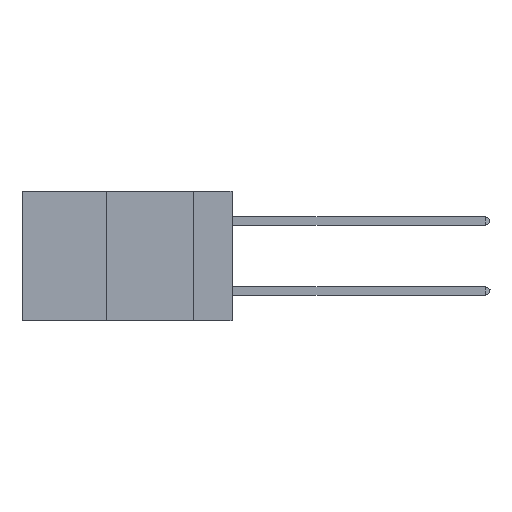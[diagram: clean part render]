
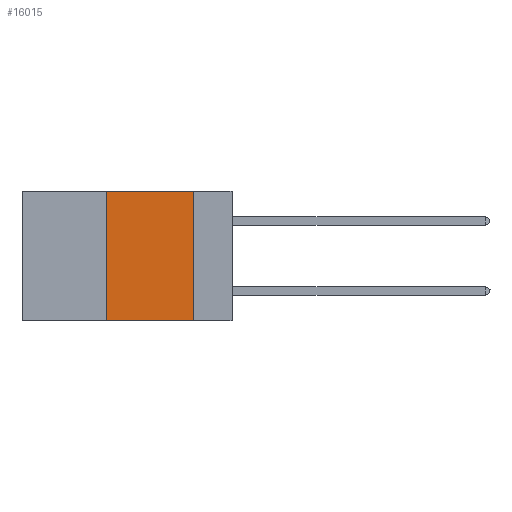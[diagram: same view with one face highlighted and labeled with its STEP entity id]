
A CAD part, left-side view. The second image highlights one B-rep face of the part: STEP entity #16015.
In plain terms, the highlighted planar face has unit normal (-1, 0, 0).
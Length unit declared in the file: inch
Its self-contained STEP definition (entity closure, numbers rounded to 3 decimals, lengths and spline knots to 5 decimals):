
#623 = CARTESIAN_POINT ( 'NONE',  ( 0., 0.36, -0.37 ) ) ;
#821 = VERTEX_POINT ( 'NONE', #4170 ) ;
#1151 = CARTESIAN_POINT ( 'NONE',  ( 0., 0.6, 0. ) ) ;
#1205 = VECTOR ( 'NONE', #13144, 39.37008 ) ;
#1769 = AXIS2_PLACEMENT_3D ( 'NONE', #1151, #17344, #9719 ) ;
#2042 = VECTOR ( 'NONE', #12988, 39.37008 ) ;
#2710 = VECTOR ( 'NONE', #11800, 39.37008 ) ;
#2726 = DIRECTION ( 'NONE',  ( 0., 0., -1. ) ) ;
#2912 = ORIENTED_EDGE ( 'NONE', *, *, #12965, .F. ) ;
#4170 = CARTESIAN_POINT ( 'NONE',  ( 0., 0.11, 0. ) ) ;
#5371 = LINE ( 'NONE', #9745, #5951 ) ;
#5559 = PLANE ( 'NONE',  #1769 ) ;
#5951 = VECTOR ( 'NONE', #2726, 39.37008 ) ;
#7161 = FACE_OUTER_BOUND ( 'NONE', #8513, .T. ) ;
#7787 = CARTESIAN_POINT ( 'NONE',  ( 0., 0.6, -0.37 ) ) ;
#8513 = EDGE_LOOP ( 'NONE', ( #14608, #13419, #2912, #16726 ) ) ;
#8795 = CARTESIAN_POINT ( 'NONE',  ( 0., 0.11, -0.37 ) ) ;
#9180 = CARTESIAN_POINT ( 'NONE',  ( 0., 0.6, 0. ) ) ;
#9568 = LINE ( 'NONE', #12940, #2042 ) ;
#9719 = DIRECTION ( 'NONE',  ( 0., 0., -1. ) ) ;
#9745 = CARTESIAN_POINT ( 'NONE',  ( 0., 0.11, 0. ) ) ;
#10512 = EDGE_CURVE ( 'NONE', #10696, #821, #13243, .T. ) ;
#10696 = VERTEX_POINT ( 'NONE', #12092 ) ;
#11797 = VERTEX_POINT ( 'NONE', #623 ) ;
#11800 = DIRECTION ( 'NONE',  ( 0., -1., 0. ) ) ;
#11912 = LINE ( 'NONE', #7787, #1205 ) ;
#12087 = EDGE_CURVE ( 'NONE', #821, #14428, #5371, .T. ) ;
#12092 = CARTESIAN_POINT ( 'NONE',  ( 0., 0.36, 0. ) ) ;
#12940 = CARTESIAN_POINT ( 'NONE',  ( 0., 0.36, 0. ) ) ;
#12965 = EDGE_CURVE ( 'NONE', #11797, #10696, #9568, .T. ) ;
#12988 = DIRECTION ( 'NONE',  ( 0., 0., 1. ) ) ;
#13144 = DIRECTION ( 'NONE',  ( 0., -1., 0. ) ) ;
#13243 = LINE ( 'NONE', #9180, #2710 ) ;
#13419 = ORIENTED_EDGE ( 'NONE', *, *, #10512, .F. ) ;
#14428 = VERTEX_POINT ( 'NONE', #8795 ) ;
#14608 = ORIENTED_EDGE ( 'NONE', *, *, #12087, .F. ) ;
#16015 = ADVANCED_FACE ( 'NONE', ( #7161 ), #5559, .F. ) ;
#16726 = ORIENTED_EDGE ( 'NONE', *, *, #17148, .T. ) ;
#17148 = EDGE_CURVE ( 'NONE', #11797, #14428, #11912, .T. ) ;
#17344 = DIRECTION ( 'NONE',  ( 1., 0., 0. ) ) ;
